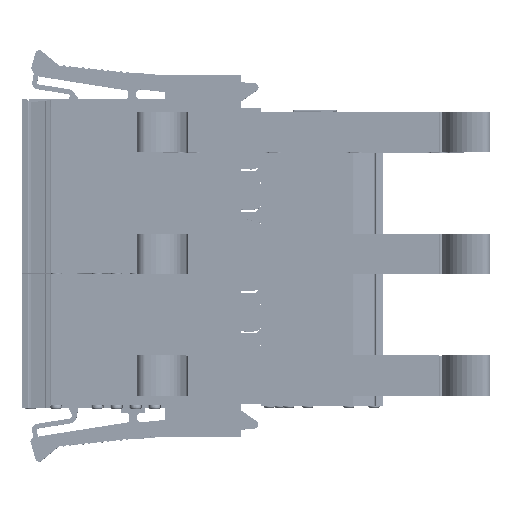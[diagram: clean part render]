
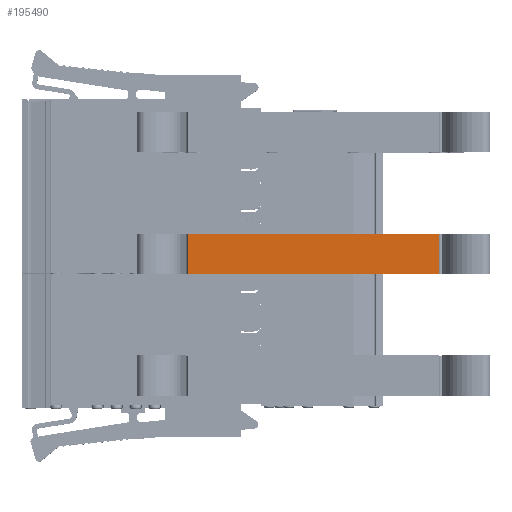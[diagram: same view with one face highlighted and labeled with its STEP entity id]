
A CAD part, top view. The second image highlights one B-rep face of the part: STEP entity #195490.
In plain terms, the highlighted planar face has unit normal (0, 0, 1).
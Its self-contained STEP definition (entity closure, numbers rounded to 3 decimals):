
#17436=LINE('',#300458,#32672);
#17437=LINE('',#300460,#32673);
#17438=LINE('',#300462,#32674);
#17439=LINE('',#300464,#32675);
#32672=VECTOR('',#237490,1000.);
#32673=VECTOR('',#237493,1000.);
#32674=VECTOR('',#237494,1000.);
#32675=VECTOR('',#237495,1000.);
#67384=ORIENTED_EDGE('',*,*,#93473,.F.);
#67385=ORIENTED_EDGE('',*,*,#93472,.F.);
#67386=ORIENTED_EDGE('',*,*,#93474,.T.);
#67387=ORIENTED_EDGE('',*,*,#93475,.T.);
#93472=EDGE_CURVE('',#108666,#108665,#17436,.T.);
#93473=EDGE_CURVE('',#108665,#108667,#17437,.T.);
#93474=EDGE_CURVE('',#108666,#108668,#17438,.T.);
#93475=EDGE_CURVE('',#108668,#108667,#17439,.T.);
#108665=VERTEX_POINT('',#300455);
#108666=VERTEX_POINT('',#300457);
#108667=VERTEX_POINT('',#300461);
#108668=VERTEX_POINT('',#300463);
#120553=EDGE_LOOP('',(#67384,#67385,#67386,#67387));
#129308=FACE_BOUND('',#120553,.T.);
#135525=PLANE('',#205626);
#195490=ADVANCED_FACE('',(#129308),#135525,.T.);
#205626=AXIS2_PLACEMENT_3D('',#300459,#237491,#237492);
#237490=DIRECTION('',(0.,1.,0.));
#237491=DIRECTION('',(0.,0.,1.));
#237492=DIRECTION('',(1.,0.,0.));
#237493=DIRECTION('',(1.,0.,0.));
#237494=DIRECTION('',(1.,0.,0.));
#237495=DIRECTION('',(0.,1.,0.));
#300455=CARTESIAN_POINT('',(7.72,20.241,5.198));
#300457=CARTESIAN_POINT('',(7.72,15.161,5.198));
#300458=CARTESIAN_POINT('',(7.72,15.161,5.198));
#300459=CARTESIAN_POINT('',(7.72,15.161,5.198));
#300460=CARTESIAN_POINT('',(7.72,20.241,5.198));
#300461=CARTESIAN_POINT('',(39.12,20.241,5.198));
#300462=CARTESIAN_POINT('',(7.72,15.161,5.198));
#300463=CARTESIAN_POINT('',(39.12,15.161,5.198));
#300464=CARTESIAN_POINT('',(39.12,15.161,5.198));
